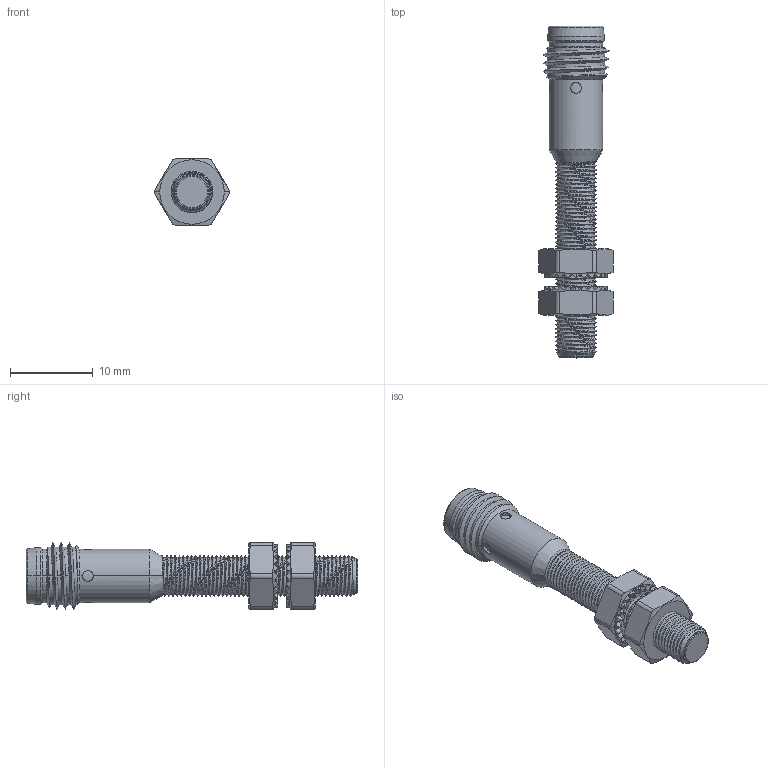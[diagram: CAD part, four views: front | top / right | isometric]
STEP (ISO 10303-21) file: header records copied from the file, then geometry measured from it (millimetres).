
FILE_DESCRIPTION (( 'STEP AP214' ), '1' );
FILE_NAME ('G05齐平Q8插件（P4-022图1，总长40.2mm）.STEP', '2024-10-11T05:28:15', ( '' ), ( '' ), 'SwSTEP 2.0', 'SolidWorks 2023', '' );
FILE_SCHEMA (( 'AUTOMOTIVE_DESIGN' ));
Length unit declared in the file: millimetre
Products named in the file (4): M05-MU.stp; G05齐平Q8插件（P4-022图1，总长40.2mm）; G05齐平Q8插件（P4-022图1，总长40.2mm）.stp; KM05X40-Q8.stp
Assembly tree (4 placements, depth 3):
  G05齐平Q8插件（P4-022图1，总长40.2mm）
    G05齐平Q8插件（P4-022图1，总长40.2mm）.stp
      KM05X40-Q8.stp
      M05-MU.stp  x2
Bounding box: 9.08 x 40.2 x 8 mm (x, y, z)
Volume: 1088.4 mm3; surface area: 1569.7 mm2
Topology: 3 solids, 3 shells, 569 faces, 1493 edges, 979 vertices
Faces by surface type: cylinder 295, plane 212, bspline 30, cone 22, sphere 6, torus 4
Entity records: 29444 total; most frequent: CARTESIAN_POINT 20941, ORIENTED_EDGE 1978, DIRECTION 1345, EDGE_CURVE 989, VERTEX_POINT 645, B_SPLINE_CURVE_WITH_KNOTS 473, AXIS2_PLACEMENT_3D 472, EDGE_LOOP 412
